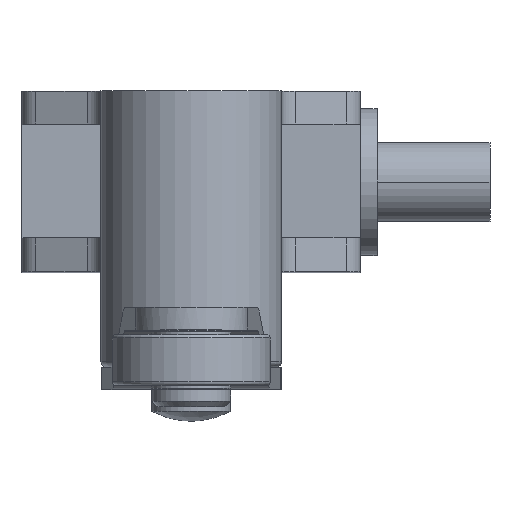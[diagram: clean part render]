
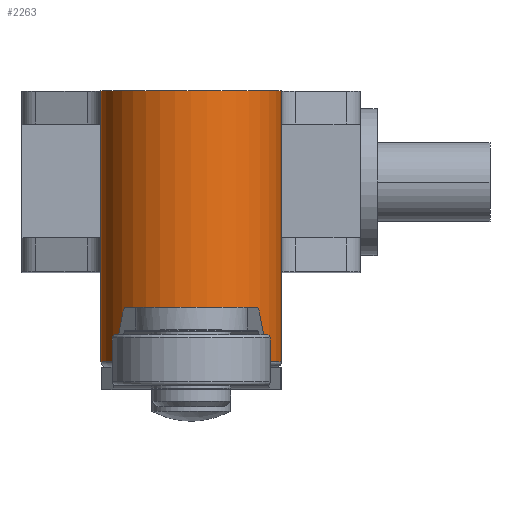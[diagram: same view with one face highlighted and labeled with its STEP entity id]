
A CAD part, top view. The second image highlights one B-rep face of the part: STEP entity #2263.
In plain terms, the highlighted cylindrical face has radius 8 mm (diameter 16 mm), a partial arc.
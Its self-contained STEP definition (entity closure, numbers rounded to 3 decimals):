
#1996=CARTESIAN_POINT('',(8.,-24.,18.));
#1997=VERTEX_POINT('',#1996);
#1998=CARTESIAN_POINT('',(8.,-16.,18.));
#1999=VERTEX_POINT('',#1998);
#2000=CARTESIAN_POINT('',(8.,-24.,18.));
#2001=DIRECTION('',(0.0,1.0,0.0));
#2002=VECTOR('',#2001,8.0);
#2003=LINE('',#2000,#2002);
#2004=EDGE_CURVE('',#1997,#1999,#2003,.T.);
#2015=CARTESIAN_POINT('',(-8.,-24.0,18.));
#2016=VERTEX_POINT('',#2015);
#2024=CARTESIAN_POINT('',(-8.,-16.,18.));
#2025=VERTEX_POINT('',#2024);
#2026=CARTESIAN_POINT('',(-8.,-24.0,18.));
#2027=DIRECTION('',(0.0,1.0,0.0));
#2028=VECTOR('',#2027,8.);
#2029=LINE('',#2026,#2028);
#2030=EDGE_CURVE('',#2016,#2025,#2029,.T.);
#2047=CARTESIAN_POINT('',(0.,-24.,26.));
#2048=VERTEX_POINT('',#2047);
#2058=CARTESIAN_POINT('',(0.,-24.,18.));
#2059=DIRECTION('',(0.0,-1.0,0.0));
#2060=DIRECTION('',(-1.0,0.0,0.0));
#2061=AXIS2_PLACEMENT_3D('',#2058,#2059,#2060);
#2062=CIRCLE('',#2061,8.0);
#2063=EDGE_CURVE('',#2048,#2016,#2062,.T.);
#2219=CARTESIAN_POINT('',(0.,-24.,18.));
#2220=DIRECTION('',(0.0,-1.0,0.0));
#2221=DIRECTION('',(-1.0,0.0,0.0));
#2222=AXIS2_PLACEMENT_3D('',#2219,#2220,#2221);
#2223=CIRCLE('',#2222,8.0);
#2224=EDGE_CURVE('',#1997,#2048,#2223,.T.);
#2229=CARTESIAN_POINT('',(0.,0.,18.0));
#2230=DIRECTION('',(0.,-1.0,0.));
#2231=DIRECTION('',(1.0,0.0,0.0));
#2232=AXIS2_PLACEMENT_3D('',#2229,#2230,#2231);
#2233=CYLINDRICAL_SURFACE('',#2232,8.0);
#2234=ORIENTED_EDGE('',*,*,#2004,.T.);
#2235=CARTESIAN_POINT('',(8.,0.,18.0));
#2236=VERTEX_POINT('',#2235);
#2237=CARTESIAN_POINT('',(8.,0.,18.0));
#2238=DIRECTION('',(0.0,-1.0,0.0));
#2239=VECTOR('',#2238,16.0);
#2240=LINE('',#2237,#2239);
#2241=EDGE_CURVE('',#2236,#1999,#2240,.T.);
#2242=ORIENTED_EDGE('',*,*,#2241,.F.);
#2243=CARTESIAN_POINT('',(-8.,0.,18.0));
#2244=VERTEX_POINT('',#2243);
#2245=CARTESIAN_POINT('',(0.,0.,18.0));
#2246=DIRECTION('',(0.0,-1.0,0.0));
#2247=DIRECTION('',(1.0,0.0,0.0));
#2248=AXIS2_PLACEMENT_3D('',#2245,#2246,#2247);
#2249=CIRCLE('',#2248,8.0);
#2250=EDGE_CURVE('',#2236,#2244,#2249,.T.);
#2251=ORIENTED_EDGE('',*,*,#2250,.T.);
#2252=CARTESIAN_POINT('',(-8.,-16.0,18.));
#2253=DIRECTION('',(0.0,1.0,0.0));
#2254=VECTOR('',#2253,16.);
#2255=LINE('',#2252,#2254);
#2256=EDGE_CURVE('',#2025,#2244,#2255,.T.);
#2257=ORIENTED_EDGE('',*,*,#2256,.F.);
#2258=ORIENTED_EDGE('',*,*,#2030,.F.);
#2259=ORIENTED_EDGE('',*,*,#2063,.F.);
#2260=ORIENTED_EDGE('',*,*,#2224,.F.);
#2261=EDGE_LOOP('',(#2234,#2242,#2251,#2257,#2258,#2259,#2260));
#2262=FACE_OUTER_BOUND('',#2261,.T.);
#2263=ADVANCED_FACE('',(#2262),#2233,.T.);
